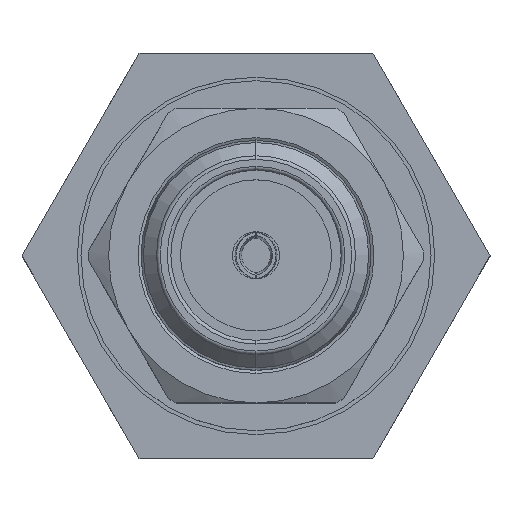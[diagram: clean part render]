
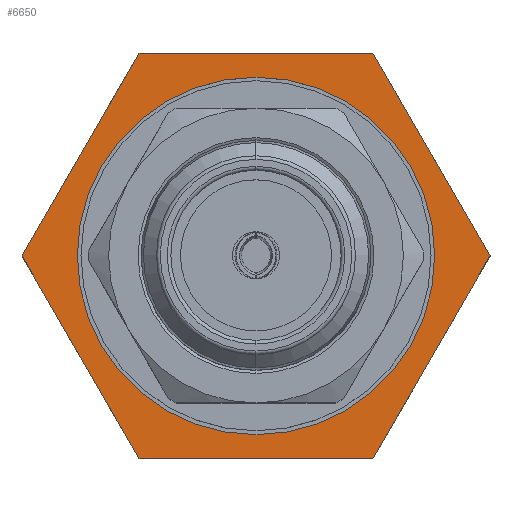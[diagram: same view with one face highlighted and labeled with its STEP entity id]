
A CAD part, top view. The second image highlights one B-rep face of the part: STEP entity #6650.
In plain terms, the highlighted planar face has unit normal (0, 0, 1).
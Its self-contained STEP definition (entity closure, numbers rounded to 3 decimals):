
#67 = CARTESIAN_POINT ( 'NONE',  ( 0., 0., -11. ) ) ;
#190 = CARTESIAN_POINT ( 'NONE',  ( 0., 4.85, -11. ) ) ;
#246 = VERTEX_POINT ( 'NONE', #3049 ) ;
#260 = CARTESIAN_POINT ( 'NONE',  ( -6.351, 0., -11. ) ) ;
#266 = EDGE_CURVE ( 'NONE', #6201, #6464, #3153, .T. ) ;
#328 = EDGE_CURVE ( 'NONE', #5607, #8407, #8354, .T. ) ;
#407 = DIRECTION ( 'NONE',  ( 1., 0., 0. ) ) ;
#467 = EDGE_LOOP ( 'NONE', ( #5954, #3515 ) ) ;
#654 = DIRECTION ( 'NONE',  ( 0., 0., -1. ) ) ;
#665 = CARTESIAN_POINT ( 'NONE',  ( 3.175, -5.5, -11. ) ) ;
#835 = EDGE_CURVE ( 'NONE', #8407, #5607, #7725, .T. ) ;
#905 = CARTESIAN_POINT ( 'NONE',  ( -3.175, 5.5, -11. ) ) ;
#1095 = CARTESIAN_POINT ( 'NONE',  ( 3.175, -5.5, -11. ) ) ;
#1538 = EDGE_CURVE ( 'NONE', #6464, #7033, #2485, .T. ) ;
#1851 = EDGE_CURVE ( 'NONE', #7033, #246, #5304, .T. ) ;
#1905 = LINE ( 'NONE', #905, #5354 ) ;
#1963 = DIRECTION ( 'NONE',  ( -0.5, 0.866, 0. ) ) ;
#2294 = CARTESIAN_POINT ( 'NONE',  ( 3.175, 5.5, -11. ) ) ;
#2303 = DIRECTION ( 'NONE',  ( 0.5, 0.866, 0. ) ) ;
#2309 = CARTESIAN_POINT ( 'NONE',  ( 0., 0., -11. ) ) ;
#2402 = ORIENTED_EDGE ( 'NONE', *, *, #7073, .T. ) ;
#2485 = LINE ( 'NONE', #7427, #5951 ) ;
#2631 = CARTESIAN_POINT ( 'NONE',  ( -3.175, -5.5, -11. ) ) ;
#2957 = CARTESIAN_POINT ( 'NONE',  ( 6.351, 0., -11. ) ) ;
#2962 = VECTOR ( 'NONE', #6522, 1000. ) ;
#3049 = CARTESIAN_POINT ( 'NONE',  ( -3.175, 5.5, -11. ) ) ;
#3086 = CARTESIAN_POINT ( 'NONE',  ( 0., -4.85, -11. ) ) ;
#3153 = LINE ( 'NONE', #3938, #6618 ) ;
#3165 = DIRECTION ( 'NONE',  ( 0., 0., 1. ) ) ;
#3316 = DIRECTION ( 'NONE',  ( 0., -1., 0. ) ) ;
#3393 = DIRECTION ( 'NONE',  ( -0.5, -0.866, 0. ) ) ;
#3415 = DIRECTION ( 'NONE',  ( 0., 0., 1. ) ) ;
#3515 = ORIENTED_EDGE ( 'NONE', *, *, #835, .F. ) ;
#3702 = ORIENTED_EDGE ( 'NONE', *, *, #4300, .T. ) ;
#3862 = LINE ( 'NONE', #1095, #7127 ) ;
#3938 = CARTESIAN_POINT ( 'NONE',  ( 3.175, -5.5, -11. ) ) ;
#4047 = CARTESIAN_POINT ( 'NONE',  ( 3.175, 5.5, -11. ) ) ;
#4300 = EDGE_CURVE ( 'NONE', #246, #5409, #1905, .T. ) ;
#4346 = DIRECTION ( 'NONE',  ( 0., -1., 0. ) ) ;
#4479 = PLANE ( 'NONE',  #8441 ) ;
#4512 = CARTESIAN_POINT ( 'NONE',  ( 4.85, 0., -11. ) ) ;
#4578 = FACE_BOUND ( 'NONE', #467, .T. ) ;
#4704 = ORIENTED_EDGE ( 'NONE', *, *, #8300, .T. ) ;
#5156 = DIRECTION ( 'NONE',  ( 0., 1., 0. ) ) ;
#5297 = EDGE_LOOP ( 'NONE', ( #7766, #8101, #5632, #3702, #4704, #2402 ) ) ;
#5304 = LINE ( 'NONE', #4047, #7059 ) ;
#5354 = VECTOR ( 'NONE', #3393, 1000. ) ;
#5407 = CARTESIAN_POINT ( 'NONE',  ( -3.175, -5.5, -11. ) ) ;
#5409 = VERTEX_POINT ( 'NONE', #260 ) ;
#5579 = AXIS2_PLACEMENT_3D ( 'NONE', #2309, #3165, #4346 ) ;
#5607 = VERTEX_POINT ( 'NONE', #3086 ) ;
#5632 = ORIENTED_EDGE ( 'NONE', *, *, #1851, .T. ) ;
#5951 = VECTOR ( 'NONE', #1963, 1000. ) ;
#5954 = ORIENTED_EDGE ( 'NONE', *, *, #328, .F. ) ;
#6201 = VERTEX_POINT ( 'NONE', #665 ) ;
#6321 = FACE_OUTER_BOUND ( 'NONE', #5297, .T. ) ;
#6464 = VERTEX_POINT ( 'NONE', #2957 ) ;
#6522 = DIRECTION ( 'NONE',  ( 0.5, -0.866, 0. ) ) ;
#6618 = VECTOR ( 'NONE', #2303, 1000. ) ;
#6650 = ADVANCED_FACE ( 'NONE', ( #4578, #6321 ), #4479, .F. ) ;
#6692 = DIRECTION ( 'NONE',  ( -1., 0., 0. ) ) ;
#7033 = VERTEX_POINT ( 'NONE', #2294 ) ;
#7059 = VECTOR ( 'NONE', #6692, 1000. ) ;
#7073 = EDGE_CURVE ( 'NONE', #7898, #6201, #3862, .T. ) ;
#7127 = VECTOR ( 'NONE', #407, 1000. ) ;
#7427 = CARTESIAN_POINT ( 'NONE',  ( 3.175, 5.5, -11. ) ) ;
#7725 = CIRCLE ( 'NONE', #7966, 4.85 ) ;
#7766 = ORIENTED_EDGE ( 'NONE', *, *, #266, .T. ) ;
#7898 = VERTEX_POINT ( 'NONE', #5407 ) ;
#7966 = AXIS2_PLACEMENT_3D ( 'NONE', #67, #3415, #3316 ) ;
#8101 = ORIENTED_EDGE ( 'NONE', *, *, #1538, .T. ) ;
#8157 = LINE ( 'NONE', #2631, #2962 ) ;
#8300 = EDGE_CURVE ( 'NONE', #5409, #7898, #8157, .T. ) ;
#8354 = CIRCLE ( 'NONE', #5579, 4.85 ) ;
#8407 = VERTEX_POINT ( 'NONE', #190 ) ;
#8441 = AXIS2_PLACEMENT_3D ( 'NONE', #4512, #654, #5156 ) ;
